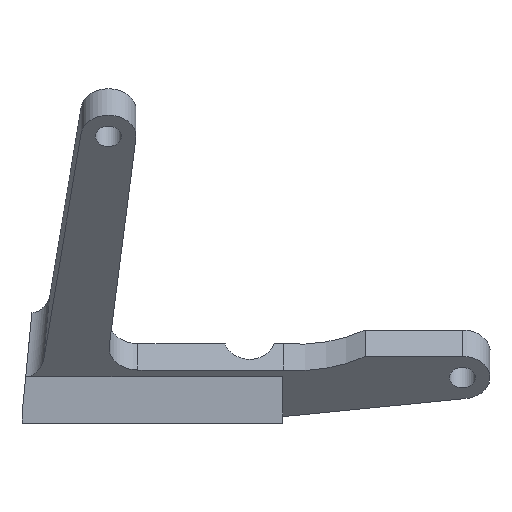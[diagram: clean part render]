
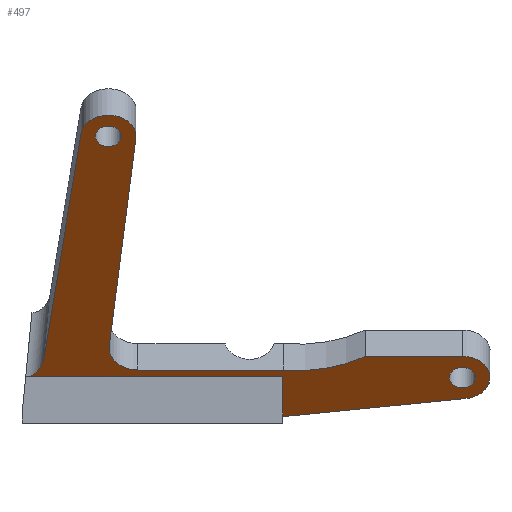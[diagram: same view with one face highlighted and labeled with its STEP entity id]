
A CAD part, top view. The second image highlights one B-rep face of the part: STEP entity #497.
In plain terms, the highlighted planar face has unit normal (0, -0.643, 0.766).
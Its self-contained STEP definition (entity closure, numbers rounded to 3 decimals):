
#27=FACE_BOUND('',#115,.T.);
#28=FACE_BOUND('',#116,.T.);
#36=ELLIPSE('',#561,3.126,2.);
#39=CIRCLE('',#525,1.6);
#41=CIRCLE('',#528,1.6);
#49=CIRCLE('',#548,3.35);
#51=CIRCLE('',#551,16.);
#53=CIRCLE('',#555,3.35);
#54=CIRCLE('',#560,3.5);
#84=FACE_OUTER_BOUND('',#114,.T.);
#114=EDGE_LOOP('',(#402,#403,#404,#405,#406,#407,#408,#409,#410,#411,#412,
#413));
#115=EDGE_LOOP('',(#414));
#116=EDGE_LOOP('',(#415));
#133=LINE('',#743,#177);
#139=LINE('',#783,#183);
#149=LINE('',#815,#193);
#153=LINE('',#825,#197);
#160=LINE('',#841,#204);
#161=LINE('',#843,#205);
#162=LINE('',#846,#206);
#177=VECTOR('',#587,10.);
#183=VECTOR('',#631,10.);
#193=VECTOR('',#663,10.);
#197=VECTOR('',#675,10.);
#204=VECTOR('',#690,10.);
#205=VECTOR('',#691,10.);
#206=VECTOR('',#694,10.);
#217=VERTEX_POINT('',#733);
#221=VERTEX_POINT('',#741);
#223=VERTEX_POINT('',#747);
#225=VERTEX_POINT('',#753);
#234=VERTEX_POINT('',#779);
#236=VERTEX_POINT('',#782);
#242=VERTEX_POINT('',#800);
#243=VERTEX_POINT('',#802);
#245=VERTEX_POINT('',#808);
#247=VERTEX_POINT('',#814);
#249=VERTEX_POINT('',#820);
#254=VERTEX_POINT('',#839);
#255=VERTEX_POINT('',#842);
#256=VERTEX_POINT('',#844);
#266=EDGE_CURVE('',#221,#217,#133,.T.);
#269=EDGE_CURVE('',#223,#223,#39,.T.);
#272=EDGE_CURVE('',#225,#225,#41,.T.);
#284=EDGE_CURVE('',#236,#234,#139,.T.);
#294=EDGE_CURVE('',#243,#242,#49,.T.);
#297=EDGE_CURVE('',#245,#236,#51,.T.);
#300=EDGE_CURVE('',#247,#245,#149,.T.);
#303=EDGE_CURVE('',#249,#247,#53,.T.);
#306=EDGE_CURVE('',#221,#249,#153,.T.);
#313=EDGE_CURVE('',#254,#234,#54,.T.);
#314=EDGE_CURVE('',#254,#243,#160,.T.);
#315=EDGE_CURVE('',#242,#255,#161,.T.);
#316=EDGE_CURVE('',#256,#255,#36,.T.);
#317=EDGE_CURVE('',#217,#256,#162,.T.);
#402=ORIENTED_EDGE('',*,*,#266,.F.);
#403=ORIENTED_EDGE('',*,*,#306,.T.);
#404=ORIENTED_EDGE('',*,*,#303,.T.);
#405=ORIENTED_EDGE('',*,*,#300,.T.);
#406=ORIENTED_EDGE('',*,*,#297,.T.);
#407=ORIENTED_EDGE('',*,*,#284,.T.);
#408=ORIENTED_EDGE('',*,*,#313,.F.);
#409=ORIENTED_EDGE('',*,*,#314,.T.);
#410=ORIENTED_EDGE('',*,*,#294,.T.);
#411=ORIENTED_EDGE('',*,*,#315,.T.);
#412=ORIENTED_EDGE('',*,*,#316,.F.);
#413=ORIENTED_EDGE('',*,*,#317,.F.);
#414=ORIENTED_EDGE('',*,*,#272,.T.);
#415=ORIENTED_EDGE('',*,*,#269,.T.);
#473=PLANE('',#559);
#497=ADVANCED_FACE('',(#84,#27,#28),#473,.T.);
#525=AXIS2_PLACEMENT_3D('',#749,#593,#594);
#528=AXIS2_PLACEMENT_3D('',#755,#600,#601);
#548=AXIS2_PLACEMENT_3D('',#803,#650,#651);
#551=AXIS2_PLACEMENT_3D('',#809,#657,#658);
#555=AXIS2_PLACEMENT_3D('',#821,#669,#670);
#559=AXIS2_PLACEMENT_3D('',#838,#686,#687);
#560=AXIS2_PLACEMENT_3D('',#840,#688,#689);
#561=AXIS2_PLACEMENT_3D('',#845,#692,#693);
#587=DIRECTION('',(0.,0.766,0.643));
#593=DIRECTION('center_axis',(0.,0.643,-0.766));
#594=DIRECTION('ref_axis',(-1.,0.,0.));
#600=DIRECTION('center_axis',(0.,0.643,-0.766));
#601=DIRECTION('ref_axis',(-1.,0.,0.));
#631=DIRECTION('',(-1.,0.,0.));
#650=DIRECTION('center_axis',(0.,-0.643,0.766));
#651=DIRECTION('ref_axis',(0.995,-0.075,-0.063));
#657=DIRECTION('center_axis',(0.,0.643,-0.766));
#658=DIRECTION('ref_axis',(1.,0.,0.));
#663=DIRECTION('',(-1.,0.,0.));
#669=DIRECTION('center_axis',(0.,-0.643,0.766));
#670=DIRECTION('ref_axis',(0.128,-0.76,-0.638));
#675=DIRECTION('',(0.992,0.098,0.082));
#686=DIRECTION('center_axis',(0.,-0.643,0.766));
#687=DIRECTION('ref_axis',(1.,0.,0.));
#688=DIRECTION('center_axis',(0.,-0.643,0.766));
#689=DIRECTION('ref_axis',(-0.741,-0.514,-0.432));
#690=DIRECTION('',(0.098,0.762,0.64));
#691=DIRECTION('',(-0.126,-0.76,-0.638));
#692=DIRECTION('center_axis',(0.,-0.643,0.766));
#693=DIRECTION('ref_axis',(-0.126,-0.76,-0.638));
#694=DIRECTION('',(-1.,0.,0.));
#733=CARTESIAN_POINT('',(1.612,22.685,41.5));
#741=CARTESIAN_POINT('',(1.612,17.825,37.422));
#743=CARTESIAN_POINT('',(1.612,26.123,44.385));
#747=CARTESIAN_POINT('',(-17.938,51.831,65.956));
#749=CARTESIAN_POINT('Origin',(-19.538,51.831,65.956));
#753=CARTESIAN_POINT('',(25.062,22.568,41.401));
#755=CARTESIAN_POINT('Origin',(23.462,22.568,41.401));
#779=CARTESIAN_POINT('',(-15.951,23.48,42.167));
#782=CARTESIAN_POINT('',(1.764,23.48,42.167));
#783=CARTESIAN_POINT('',(-19.812,23.48,42.167));
#800=CARTESIAN_POINT('',(-22.861,52.153,66.227));
#802=CARTESIAN_POINT('',(-16.204,51.579,65.745));
#803=CARTESIAN_POINT('Origin',(-19.538,51.831,65.956));
#808=CARTESIAN_POINT('',(11.644,25.134,43.555));
#809=CARTESIAN_POINT('Origin',(3.462,35.667,52.393));
#814=CARTESIAN_POINT('',(23.462,25.134,43.555));
#815=CARTESIAN_POINT('',(23.462,25.134,43.555));
#820=CARTESIAN_POINT('',(23.89,20.022,39.266));
#821=CARTESIAN_POINT('Origin',(23.462,22.568,41.401));
#825=CARTESIAN_POINT('',(1.612,17.825,37.422));
#838=CARTESIAN_POINT('Origin',(3.137,32.874,50.05));
#839=CARTESIAN_POINT('',(-19.434,26.423,44.637));
#840=CARTESIAN_POINT('Origin',(-15.951,26.161,44.416));
#841=CARTESIAN_POINT('',(-20.538,17.825,37.422));
#842=CARTESIAN_POINT('',(-27.372,24.876,43.338));
#843=CARTESIAN_POINT('',(-22.861,52.153,66.227));
#844=CARTESIAN_POINT('',(-29.587,22.685,41.5));
#845=CARTESIAN_POINT('Origin',(-29.356,25.069,43.5));
#846=CARTESIAN_POINT('',(-12.7,22.685,41.5));
